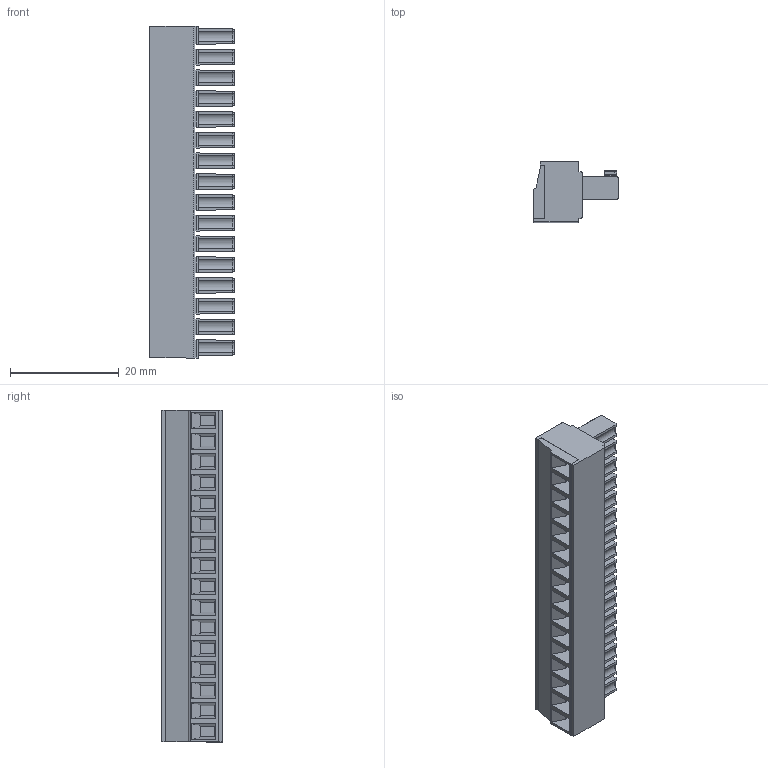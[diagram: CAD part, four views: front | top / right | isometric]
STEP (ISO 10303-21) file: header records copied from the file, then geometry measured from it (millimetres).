
FILE_DESCRIPTION(('STEP AP214'),'1');
FILE_NAME('SH16-3,81.stp','2018-11-19T09:25:29',(' '),(' '),'Spatial InterOp 3D',' ',' ');
FILE_SCHEMA(('AUTOMOTIVE_DESIGN { 1 0 10303 214 1 1 1 1 }'));
Length unit declared in the file: metre
Products named in the file (1): 1
Bounding box: 15.5 x 11.1 x 60.96 mm (x, y, z)
Volume: 5689.6 mm3; surface area: 6393.5 mm2
Topology: 1 solids, 1 shells, 1226 faces, 3240 edges, 2062 vertices
Faces by surface type: plane 822, cylinder 276, torus 48, cone 48, sphere 32
Full cylindrical faces by diameter (mm): 1.2 x16, 2.8 x16, 3 x16
Entity records: 46727 total; most frequent: CARTESIAN_POINT 7197, ORIENTED_EDGE 6124, DIRECTION 6032, EDGE_CURVE 3062, LINE 2282, VECTOR 2282, VERTEX_POINT 2012, AXIS2_PLACEMENT_3D 1875
